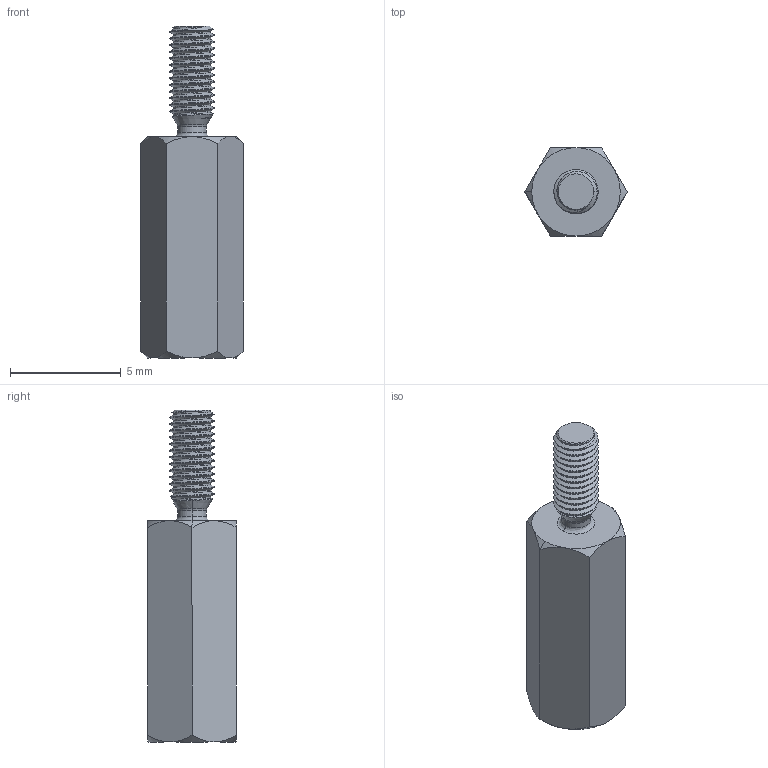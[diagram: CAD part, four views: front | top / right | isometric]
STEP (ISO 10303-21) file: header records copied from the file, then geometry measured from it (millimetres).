
FILE_DESCRIPTION (( 'STEP AP214' ), '1' );
FILE_NAME ('971100244.STEP', '2023-11-11T04:04:43', ( '' ), ( '' ), 'SwSTEP 2.0', 'SolidWorks 2022', '' );
FILE_SCHEMA (( 'AUTOMOTIVE_DESIGN' ));
Length unit declared in the file: millimetre
Products named in the file (1): 971100244
Bounding box: 4.62 x 4 x 15 mm (x, y, z)
Volume: 136.5 mm3; surface area: 241 mm2
Topology: 1 solids, 1 shells, 69 faces, 174 edges, 107 vertices
Faces by surface type: cylinder 30, cone 23, plane 9, bspline 7
Entity records: 5173 total; most frequent: CARTESIAN_POINT 3738, ORIENTED_EDGE 344, DIRECTION 240, EDGE_CURVE 172, VERTEX_POINT 107, AXIS2_PLACEMENT_3D 97, EDGE_LOOP 71, ADVANCED_FACE 69
